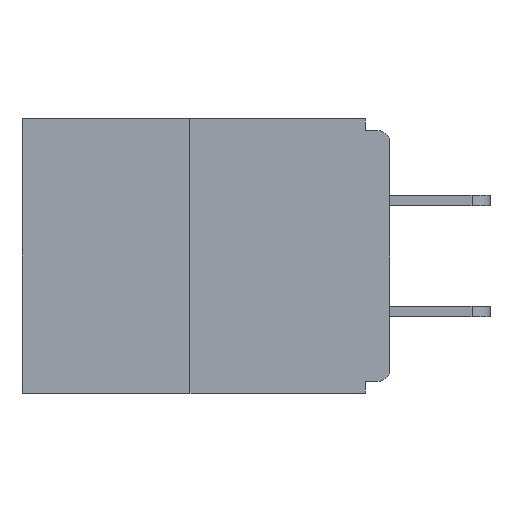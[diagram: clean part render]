
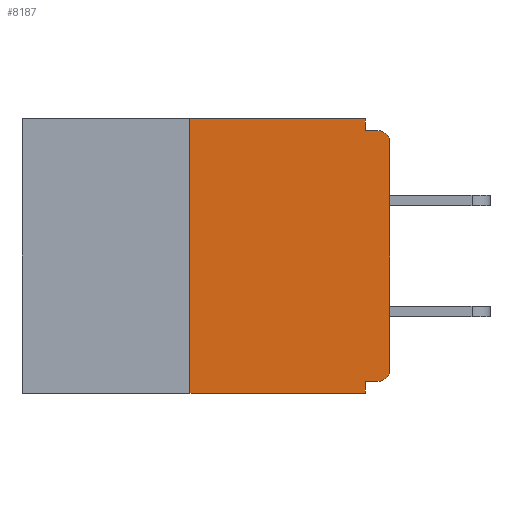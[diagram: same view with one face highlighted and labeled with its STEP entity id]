
A CAD part, left-side view. The second image highlights one B-rep face of the part: STEP entity #8187.
In plain terms, the highlighted planar face has unit normal (-1, 0, 0).
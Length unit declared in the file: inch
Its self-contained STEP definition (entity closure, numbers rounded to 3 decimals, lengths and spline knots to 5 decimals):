
#27 = VERTEX_POINT ( 'NONE', #21301 ) ;
#60 = DIRECTION ( 'NONE',  ( 0., 1., 0. ) ) ;
#145 = CARTESIAN_POINT ( 'NONE',  ( 0., 0.031, 0. ) ) ;
#320 = CARTESIAN_POINT ( 'NONE',  ( 0., 0.015, -0.015 ) ) ;
#405 = DIRECTION ( 'NONE',  ( 0., 0., -1. ) ) ;
#614 = VECTOR ( 'NONE', #4338, 39.37008 ) ;
#687 = DIRECTION ( 'NONE',  ( -1., 0., 0. ) ) ;
#889 = VERTEX_POINT ( 'NONE', #145 ) ;
#938 = VECTOR ( 'NONE', #3923, 39.37008 ) ;
#1169 = DIRECTION ( 'NONE',  ( 0., -1., 0. ) ) ;
#1366 = EDGE_CURVE ( 'NONE', #7492, #13868, #14146, .T. ) ;
#1399 = AXIS2_PLACEMENT_3D ( 'NONE', #2573, #19487, #2436 ) ;
#2208 = EDGE_CURVE ( 'NONE', #27, #15707, #7389, .T. ) ;
#2436 = DIRECTION ( 'NONE',  ( 0., 0., -1. ) ) ;
#2509 = PLANE ( 'NONE',  #1399 ) ;
#2558 = ORIENTED_EDGE ( 'NONE', *, *, #22049, .T. ) ;
#2573 = CARTESIAN_POINT ( 'NONE',  ( 0., 0.46, 0. ) ) ;
#2764 = AXIS2_PLACEMENT_3D ( 'NONE', #12676, #687, #21292 ) ;
#3523 = EDGE_CURVE ( 'NONE', #22149, #889, #13543, .T. ) ;
#3923 = DIRECTION ( 'NONE',  ( 0., -1., 0. ) ) ;
#4123 = ORIENTED_EDGE ( 'NONE', *, *, #1366, .F. ) ;
#4338 = DIRECTION ( 'NONE',  ( 0., 0., -1. ) ) ;
#4487 = CARTESIAN_POINT ( 'NONE',  ( 0., 0.015, -0.03 ) ) ;
#4960 = FACE_OUTER_BOUND ( 'NONE', #6131, .T. ) ;
#5065 = EDGE_CURVE ( 'NONE', #16688, #8102, #20770, .T. ) ;
#5515 = CIRCLE ( 'NONE', #2764, 0.015 ) ;
#5888 = VERTEX_POINT ( 'NONE', #19728 ) ;
#6093 = VECTOR ( 'NONE', #1169, 39.37008 ) ;
#6131 = EDGE_LOOP ( 'NONE', ( #20041, #13693, #15312, #7943, #13040, #2558, #20792, #12107, #4123, #6766 ) ) ;
#6547 = LINE ( 'NONE', #20329, #10565 ) ;
#6766 = ORIENTED_EDGE ( 'NONE', *, *, #9955, .F. ) ;
#7015 = VECTOR ( 'NONE', #16229, 39.37008 ) ;
#7384 = CARTESIAN_POINT ( 'NONE',  ( 0., 0.46, 0. ) ) ;
#7389 = LINE ( 'NONE', #9931, #19512 ) ;
#7492 = VERTEX_POINT ( 'NONE', #19744 ) ;
#7756 = CARTESIAN_POINT ( 'NONE',  ( 0., 0.015, -0.328 ) ) ;
#7943 = ORIENTED_EDGE ( 'NONE', *, *, #13554, .F. ) ;
#7949 = DIRECTION ( 'NONE',  ( 0., 0., 1. ) ) ;
#8102 = VERTEX_POINT ( 'NONE', #19144 ) ;
#8187 = ADVANCED_FACE ( 'NONE', ( #4960 ), #2509, .F. ) ;
#8360 = EDGE_CURVE ( 'NONE', #9018, #13868, #11692, .T. ) ;
#8441 = DIRECTION ( 'NONE',  ( 0., -1., 0. ) ) ;
#8651 = CARTESIAN_POINT ( 'NONE',  ( 0., 0., -0.328 ) ) ;
#9018 = VERTEX_POINT ( 'NONE', #17169 ) ;
#9617 = EDGE_CURVE ( 'NONE', #27, #22149, #6547, .T. ) ;
#9931 = CARTESIAN_POINT ( 'NONE',  ( 0., 0.46, -0.343 ) ) ;
#9955 = EDGE_CURVE ( 'NONE', #889, #7492, #12476, .T. ) ;
#10565 = VECTOR ( 'NONE', #7949, 39.37008 ) ;
#10627 = EDGE_CURVE ( 'NONE', #5888, #9018, #16410, .T. ) ;
#11496 = CARTESIAN_POINT ( 'NONE',  ( 0., 0.25, 0. ) ) ;
#11692 = CIRCLE ( 'NONE', #15652, 0.015 ) ;
#12107 = ORIENTED_EDGE ( 'NONE', *, *, #8360, .T. ) ;
#12476 = LINE ( 'NONE', #19241, #21106 ) ;
#12676 = CARTESIAN_POINT ( 'NONE',  ( 0., 0.015, -0.313 ) ) ;
#12711 = CARTESIAN_POINT ( 'NONE',  ( 0., 0., 0. ) ) ;
#13040 = ORIENTED_EDGE ( 'NONE', *, *, #5065, .F. ) ;
#13457 = VECTOR ( 'NONE', #60, 39.37008 ) ;
#13543 = LINE ( 'NONE', #7384, #938 ) ;
#13554 = EDGE_CURVE ( 'NONE', #8102, #15707, #21069, .T. ) ;
#13693 = ORIENTED_EDGE ( 'NONE', *, *, #9617, .F. ) ;
#13868 = VERTEX_POINT ( 'NONE', #320 ) ;
#14146 = LINE ( 'NONE', #16935, #6093 ) ;
#14517 = CARTESIAN_POINT ( 'NONE',  ( 0., 0.031, -0.343 ) ) ;
#15312 = ORIENTED_EDGE ( 'NONE', *, *, #2208, .T. ) ;
#15459 = CARTESIAN_POINT ( 'NONE',  ( 0., 0.031, -0.343 ) ) ;
#15652 = AXIS2_PLACEMENT_3D ( 'NONE', #4487, #16987, #16916 ) ;
#15707 = VERTEX_POINT ( 'NONE', #15459 ) ;
#16229 = DIRECTION ( 'NONE',  ( 0., 0., 1. ) ) ;
#16410 = LINE ( 'NONE', #12711, #7015 ) ;
#16688 = VERTEX_POINT ( 'NONE', #7756 ) ;
#16916 = DIRECTION ( 'NONE',  ( 0., 0., -1. ) ) ;
#16935 = CARTESIAN_POINT ( 'NONE',  ( 0., 0., -0.015 ) ) ;
#16987 = DIRECTION ( 'NONE',  ( -1., 0., 0. ) ) ;
#17169 = CARTESIAN_POINT ( 'NONE',  ( 0., 0., -0.03 ) ) ;
#19144 = CARTESIAN_POINT ( 'NONE',  ( 0., 0.031, -0.328 ) ) ;
#19241 = CARTESIAN_POINT ( 'NONE',  ( 0., 0.031, 0. ) ) ;
#19487 = DIRECTION ( 'NONE',  ( 1., 0., 0. ) ) ;
#19512 = VECTOR ( 'NONE', #8441, 39.37008 ) ;
#19728 = CARTESIAN_POINT ( 'NONE',  ( 0., 0., -0.313 ) ) ;
#19744 = CARTESIAN_POINT ( 'NONE',  ( 0., 0.031, -0.015 ) ) ;
#20041 = ORIENTED_EDGE ( 'NONE', *, *, #3523, .F. ) ;
#20329 = CARTESIAN_POINT ( 'NONE',  ( 0., 0.25, 0. ) ) ;
#20770 = LINE ( 'NONE', #8651, #13457 ) ;
#20792 = ORIENTED_EDGE ( 'NONE', *, *, #10627, .T. ) ;
#21069 = LINE ( 'NONE', #14517, #614 ) ;
#21106 = VECTOR ( 'NONE', #405, 39.37008 ) ;
#21292 = DIRECTION ( 'NONE',  ( 0., 0., -1. ) ) ;
#21301 = CARTESIAN_POINT ( 'NONE',  ( 0., 0.25, -0.343 ) ) ;
#22049 = EDGE_CURVE ( 'NONE', #16688, #5888, #5515, .T. ) ;
#22149 = VERTEX_POINT ( 'NONE', #11496 ) ;
